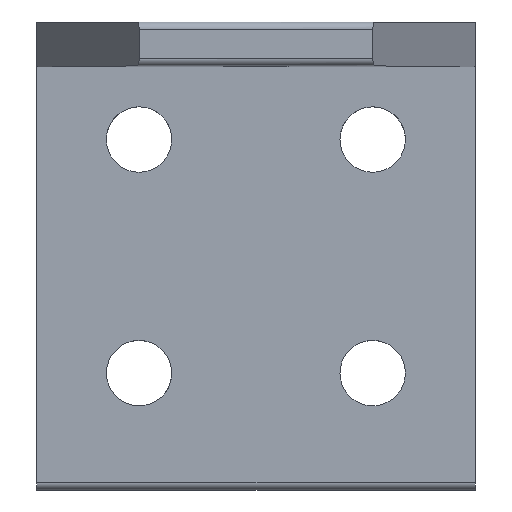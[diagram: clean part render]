
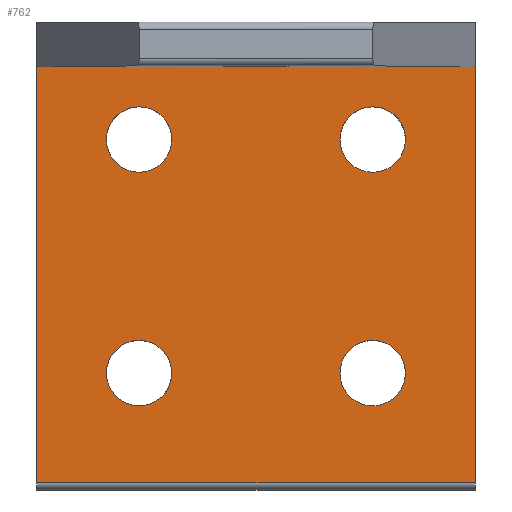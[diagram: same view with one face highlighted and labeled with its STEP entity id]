
A CAD part, top view. The second image highlights one B-rep face of the part: STEP entity #762.
In plain terms, the highlighted planar face has unit normal (0, 0, 1).
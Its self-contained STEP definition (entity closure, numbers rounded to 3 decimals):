
#174=CARTESIAN_POINT('',(0.64,-0.5,0.188));
#175=VERTEX_POINT('',#174);
#191=CARTESIAN_POINT('',(0.36,-0.5,0.188));
#192=VERTEX_POINT('',#191);
#199=CARTESIAN_POINT('',(0.5,-0.5,0.188));
#200=DIRECTION('',(0.0,0.0,-1.0));
#201=DIRECTION('',(1.0,0.0,0.0));
#202=AXIS2_PLACEMENT_3D('',#199,#200,#201);
#203=CIRCLE('',#202,0.14);
#204=EDGE_CURVE('',#175,#192,#203,.T.);
#216=CARTESIAN_POINT('',(0.64,-1.5,0.188));
#217=VERTEX_POINT('',#216);
#233=CARTESIAN_POINT('',(0.359,-1.5,0.188));
#234=VERTEX_POINT('',#233);
#241=CARTESIAN_POINT('',(0.499,-1.5,0.188));
#242=DIRECTION('',(0.0,0.0,-1.0));
#243=DIRECTION('',(1.0,0.0,0.0));
#244=AXIS2_PLACEMENT_3D('',#241,#242,#243);
#245=CIRCLE('',#244,0.14);
#246=EDGE_CURVE('',#217,#234,#245,.T.);
#258=CARTESIAN_POINT('',(-0.361,-1.5,0.188));
#259=VERTEX_POINT('',#258);
#275=CARTESIAN_POINT('',(-0.641,-1.5,0.188));
#276=VERTEX_POINT('',#275);
#283=CARTESIAN_POINT('',(-0.397,-1.594,0.188));
#284=VERTEX_POINT('',#283);
#285=CARTESIAN_POINT('',(-0.501,-1.5,0.188));
#286=DIRECTION('',(0.0,0.0,-1.0));
#287=DIRECTION('',(1.0,0.0,0.0));
#288=AXIS2_PLACEMENT_3D('',#285,#286,#287);
#289=CIRCLE('',#288,0.14);
#290=EDGE_CURVE('',#284,#276,#289,.T.);
#292=CARTESIAN_POINT('',(-0.501,-1.5,0.188));
#293=DIRECTION('',(0.0,0.0,-1.0));
#294=DIRECTION('',(1.0,0.0,0.0));
#295=AXIS2_PLACEMENT_3D('',#292,#293,#294);
#296=CIRCLE('',#295,0.14);
#297=EDGE_CURVE('',#259,#284,#296,.T.);
#309=CARTESIAN_POINT('',(-0.361,-0.5,0.188));
#310=VERTEX_POINT('',#309);
#326=CARTESIAN_POINT('',(-0.641,-0.5,0.188));
#327=VERTEX_POINT('',#326);
#334=CARTESIAN_POINT('',(-0.501,-0.5,0.188));
#335=DIRECTION('',(0.0,0.0,-1.0));
#336=DIRECTION('',(1.0,0.0,0.0));
#337=AXIS2_PLACEMENT_3D('',#334,#335,#336);
#338=CIRCLE('',#337,0.14);
#339=EDGE_CURVE('',#310,#327,#338,.T.);
#628=CARTESIAN_POINT('',(0.938,-0.188,0.188));
#629=VERTEX_POINT('',#628);
#636=CARTESIAN_POINT('',(0.937,-1.969,0.188));
#637=VERTEX_POINT('',#636);
#638=CARTESIAN_POINT('',(0.937,-0.188,0.188));
#639=DIRECTION('',(0.0,-1.0,0.0));
#640=VECTOR('',#639,1.781);
#641=LINE('',#638,#640);
#642=EDGE_CURVE('',#629,#637,#641,.T.);
#660=CARTESIAN_POINT('',(-0.938,-1.969,0.188));
#661=VERTEX_POINT('',#660);
#671=CARTESIAN_POINT('',(0.937,-1.969,0.188));
#672=DIRECTION('',(-1.0,0.0,0.0));
#673=VECTOR('',#672,1.875);
#674=LINE('',#671,#673);
#675=EDGE_CURVE('',#637,#661,#674,.T.);
#680=CARTESIAN_POINT('',(0.,-1.941,0.188));
#681=DIRECTION('',(0.0,0.0,1.0));
#682=DIRECTION('',(1.0,0.0,0.0));
#683=AXIS2_PLACEMENT_3D('',#680,#681,#682);
#684=PLANE('',#683);
#685=ORIENTED_EDGE('',*,*,#675,.F.);
#686=ORIENTED_EDGE('',*,*,#642,.F.);
#687=CARTESIAN_POINT('',(-0.938,-0.188,0.188));
#688=VERTEX_POINT('',#687);
#689=CARTESIAN_POINT('',(0.938,-0.188,0.188));
#690=DIRECTION('',(-1.0,0.0,0.0));
#691=VECTOR('',#690,1.875);
#692=LINE('',#689,#691);
#693=EDGE_CURVE('',#629,#688,#692,.T.);
#694=ORIENTED_EDGE('',*,*,#693,.T.);
#695=CARTESIAN_POINT('',(-0.938,-1.969,0.188));
#696=DIRECTION('',(0.0,1.0,0.0));
#697=VECTOR('',#696,1.781);
#698=LINE('',#695,#697);
#699=EDGE_CURVE('',#661,#688,#698,.T.);
#700=ORIENTED_EDGE('',*,*,#699,.F.);
#701=EDGE_LOOP('',(#685,#686,#694,#700));
#702=FACE_OUTER_BOUND('',#701,.T.);
#703=CARTESIAN_POINT('',(-0.436,-0.376,0.188));
#704=VERTEX_POINT('',#703);
#705=CARTESIAN_POINT('',(-0.501,-0.5,0.188));
#706=DIRECTION('',(0.0,0.0,-1.0));
#707=DIRECTION('',(1.0,0.0,0.0));
#708=AXIS2_PLACEMENT_3D('',#705,#706,#707);
#709=CIRCLE('',#708,0.14);
#710=EDGE_CURVE('',#704,#310,#709,.T.);
#711=ORIENTED_EDGE('',*,*,#710,.T.);
#712=ORIENTED_EDGE('',*,*,#339,.T.);
#713=CARTESIAN_POINT('',(-0.501,-0.5,0.188));
#714=DIRECTION('',(0.0,0.0,-1.0));
#715=DIRECTION('',(1.0,0.0,0.0));
#716=AXIS2_PLACEMENT_3D('',#713,#714,#715);
#717=CIRCLE('',#716,0.14);
#718=EDGE_CURVE('',#327,#704,#717,.T.);
#719=ORIENTED_EDGE('',*,*,#718,.T.);
#720=EDGE_LOOP('',(#711,#712,#719));
#721=FACE_BOUND('',#720,.T.);
#722=ORIENTED_EDGE('',*,*,#290,.T.);
#723=CARTESIAN_POINT('',(-0.501,-1.5,0.188));
#724=DIRECTION('',(0.0,0.0,-1.0));
#725=DIRECTION('',(1.0,0.0,0.0));
#726=AXIS2_PLACEMENT_3D('',#723,#724,#725);
#727=CIRCLE('',#726,0.14);
#728=EDGE_CURVE('',#276,#259,#727,.T.);
#729=ORIENTED_EDGE('',*,*,#728,.T.);
#730=ORIENTED_EDGE('',*,*,#297,.T.);
#731=EDGE_LOOP('',(#722,#729,#730));
#732=FACE_BOUND('',#731,.T.);
#733=CARTESIAN_POINT('',(0.435,-0.376,0.188));
#734=VERTEX_POINT('',#733);
#735=CARTESIAN_POINT('',(0.5,-0.5,0.188));
#736=DIRECTION('',(0.0,0.0,-1.0));
#737=DIRECTION('',(1.0,0.0,0.0));
#738=AXIS2_PLACEMENT_3D('',#735,#736,#737);
#739=CIRCLE('',#738,0.14);
#740=EDGE_CURVE('',#734,#175,#739,.T.);
#741=ORIENTED_EDGE('',*,*,#740,.T.);
#742=ORIENTED_EDGE('',*,*,#204,.T.);
#743=CARTESIAN_POINT('',(0.5,-0.5,0.188));
#744=DIRECTION('',(0.0,0.0,-1.0));
#745=DIRECTION('',(1.0,0.0,0.0));
#746=AXIS2_PLACEMENT_3D('',#743,#744,#745);
#747=CIRCLE('',#746,0.14);
#748=EDGE_CURVE('',#192,#734,#747,.T.);
#749=ORIENTED_EDGE('',*,*,#748,.T.);
#750=EDGE_LOOP('',(#741,#742,#749));
#751=FACE_BOUND('',#750,.T.);
#752=ORIENTED_EDGE('',*,*,#246,.T.);
#753=CARTESIAN_POINT('',(0.499,-1.5,0.188));
#754=DIRECTION('',(0.0,0.0,-1.0));
#755=DIRECTION('',(1.0,0.0,0.0));
#756=AXIS2_PLACEMENT_3D('',#753,#754,#755);
#757=CIRCLE('',#756,0.14);
#758=EDGE_CURVE('',#234,#217,#757,.T.);
#759=ORIENTED_EDGE('',*,*,#758,.T.);
#760=EDGE_LOOP('',(#752,#759));
#761=FACE_BOUND('',#760,.T.);
#762=ADVANCED_FACE('',(#702,#721,#732,#751,#761),#684,.T.);
